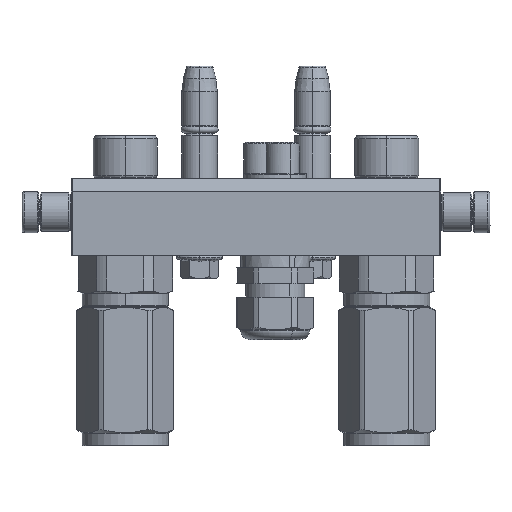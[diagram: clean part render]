
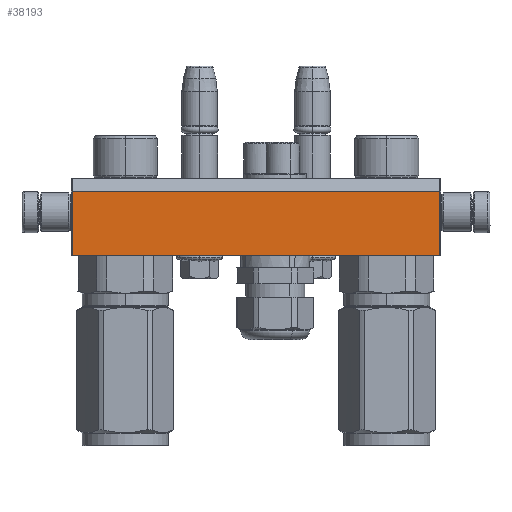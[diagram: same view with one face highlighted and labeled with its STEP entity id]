
A CAD part, left-side view. The second image highlights one B-rep face of the part: STEP entity #38193.
In plain terms, the highlighted face is planar.
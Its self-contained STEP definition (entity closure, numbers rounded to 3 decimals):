
#2548 = ORIENTED_EDGE ( 'NONE', *, *, #54842, .F. ) ;
#3263 = VECTOR ( 'NONE', #85811, 1000. ) ;
#7699 = DIRECTION ( 'NONE',  ( -1., 0., 0. ) ) ;
#9133 = CARTESIAN_POINT ( 'NONE',  ( 143.5, 30., -90. ) ) ;
#13543 = VECTOR ( 'NONE', #7699, 1000. ) ;
#15145 = ORIENTED_EDGE ( 'NONE', *, *, #46515, .F. ) ;
#31314 = VERTEX_POINT ( 'NONE', #39582 ) ;
#38193 = ADVANCED_FACE ( 'NONE', ( #43026 ), #42556, .T. ) ;
#39582 = CARTESIAN_POINT ( 'NONE',  ( 0.5, 30., -90. ) ) ;
#39855 = AXIS2_PLACEMENT_3D ( 'NONE', #86098, #93028, #49779 ) ;
#41722 = ORIENTED_EDGE ( 'NONE', *, *, #86383, .T. ) ;
#41820 = CARTESIAN_POINT ( 'NONE',  ( 143.5, 5., -90. ) ) ;
#42556 = PLANE ( 'NONE',  #39855 ) ;
#43026 = FACE_OUTER_BOUND ( 'NONE', #60171, .T. ) ;
#44746 = CARTESIAN_POINT ( 'NONE',  ( 143.5, 5., -90. ) ) ;
#46515 = EDGE_CURVE ( 'NONE', #89088, #31314, #90280, .T. ) ;
#48826 = ORIENTED_EDGE ( 'NONE', *, *, #62325, .T. ) ;
#49779 = DIRECTION ( 'NONE',  ( -1., 0., 0. ) ) ;
#50498 = CARTESIAN_POINT ( 'NONE',  ( 143.5, 5., -90. ) ) ;
#54842 = EDGE_CURVE ( 'NONE', #60681, #89088, #63850, .T. ) ;
#59876 = DIRECTION ( 'NONE',  ( 0., 1., 0. ) ) ;
#60171 = EDGE_LOOP ( 'NONE', ( #15145, #2548, #41722, #48826 ) ) ;
#60681 = VERTEX_POINT ( 'NONE', #50498 ) ;
#61693 = VECTOR ( 'NONE', #78130, 1000. ) ;
#62325 = EDGE_CURVE ( 'NONE', #93247, #31314, #79112, .T. ) ;
#63850 = LINE ( 'NONE', #44746, #80797 ) ;
#65585 = CARTESIAN_POINT ( 'NONE',  ( 143.5, 30., -90. ) ) ;
#70795 = LINE ( 'NONE', #41820, #61693 ) ;
#78130 = DIRECTION ( 'NONE',  ( -1., 0., 0. ) ) ;
#79112 = LINE ( 'NONE', #86434, #3263 ) ;
#80797 = VECTOR ( 'NONE', #59876, 1000. ) ;
#85811 = DIRECTION ( 'NONE',  ( 0., 1., 0. ) ) ;
#86098 = CARTESIAN_POINT ( 'NONE',  ( 144., 0., -90. ) ) ;
#86383 = EDGE_CURVE ( 'NONE', #60681, #93247, #70795, .T. ) ;
#86434 = CARTESIAN_POINT ( 'NONE',  ( 0.5, 5., -90. ) ) ;
#89088 = VERTEX_POINT ( 'NONE', #9133 ) ;
#90280 = LINE ( 'NONE', #65585, #13543 ) ;
#93028 = DIRECTION ( 'NONE',  ( 0., 0., -1. ) ) ;
#93247 = VERTEX_POINT ( 'NONE', #93614 ) ;
#93614 = CARTESIAN_POINT ( 'NONE',  ( 0.5, 5., -90. ) ) ;
